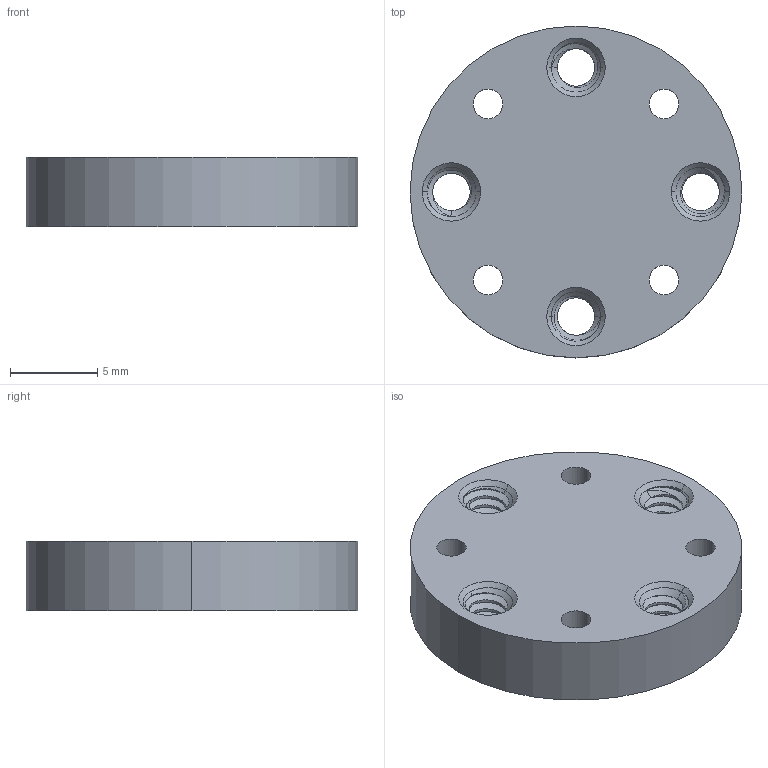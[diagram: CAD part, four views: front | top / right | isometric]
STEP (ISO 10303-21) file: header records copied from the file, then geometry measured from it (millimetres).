
FILE_DESCRIPTION (( 'STEP AP214' ), '1' );
FILE_NAME ('PEW10SP4 ¦ FMW10SP4.step', '2021-08-06T16:37:09', ( '' ), ( '' ), 'SwSTEP 2.0', 'SolidWorks 2021', '' );
FILE_SCHEMA (( 'AUTOMOTIVE_DESIGN' ));
Length unit declared in the file: millimetre
Products named in the file (1): PEW10SP4 ｦ FMW10SP4
Bounding box: 19.05 x 19.05 x 4 mm (x, y, z)
Volume: 1020 mm3; surface area: 1011.1 mm2
Topology: 1 solids, 1 shells, 114 faces, 312 edges, 200 vertices
Faces by surface type: cylinder 60, bspline 36, cone 16, plane 2
Entity records: 10292 total; most frequent: CARTESIAN_POINT 7840, ORIENTED_EDGE 624, DIRECTION 372, EDGE_CURVE 312, VERTEX_POINT 200, AXIS2_PLACEMENT_3D 150, EDGE_LOOP 130, FACE_OUTER_BOUND 114
